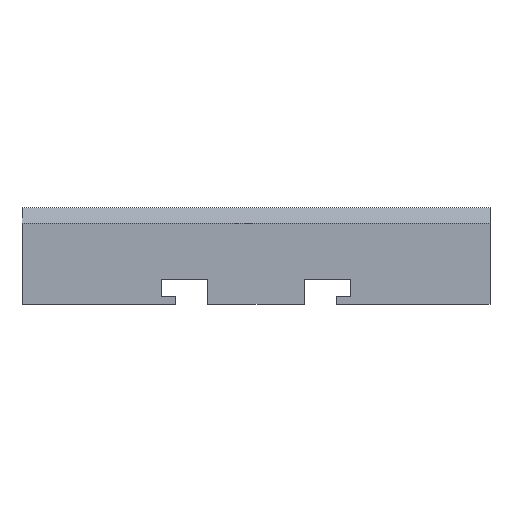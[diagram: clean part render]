
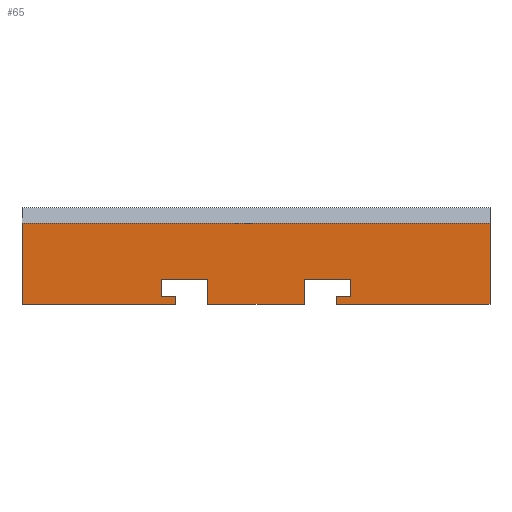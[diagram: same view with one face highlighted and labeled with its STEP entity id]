
A CAD part, top view. The second image highlights one B-rep face of the part: STEP entity #65.
In plain terms, the highlighted planar face has unit normal (0, 0, 1).
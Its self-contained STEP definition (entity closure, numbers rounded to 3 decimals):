
#1 = VECTOR ( 'NONE', #165, 1000. ) ;
#2 = LINE ( 'NONE', #138, #221 ) ;
#3 = VERTEX_POINT ( 'NONE', #199 ) ;
#8 = VECTOR ( 'NONE', #262, 1000. ) ;
#18 = VECTOR ( 'NONE', #48, 1000. ) ;
#19 = VERTEX_POINT ( 'NONE', #139 ) ;
#20 = CARTESIAN_POINT ( 'NONE',  ( -39., 3.3, 3.3 ) ) ;
#23 = LINE ( 'NONE', #400, #8 ) ;
#27 = EDGE_CURVE ( 'NONE', #191, #29, #268, .T. ) ;
#29 = VERTEX_POINT ( 'NONE', #254 ) ;
#31 = CARTESIAN_POINT ( 'NONE',  ( -20., 0., 3.3 ) ) ;
#35 = VECTOR ( 'NONE', #217, 1000. ) ;
#37 = VERTEX_POINT ( 'NONE', #478 ) ;
#46 = DIRECTION ( 'NONE',  ( 0., 1., 0. ) ) ;
#48 = DIRECTION ( 'NONE',  ( 1., 0., 0. ) ) ;
#51 = ORIENTED_EDGE ( 'NONE', *, *, #171, .T. ) ;
#60 = ORIENTED_EDGE ( 'NONE', *, *, #130, .T. ) ;
#61 = CARTESIAN_POINT ( 'NONE',  ( 20., 10.3, 3.3 ) ) ;
#65 = ADVANCED_FACE ( 'NONE', ( #548 ), #299, .F. ) ;
#69 = CARTESIAN_POINT ( 'NONE',  ( 96.5, 33.523, 3.3 ) ) ;
#72 = EDGE_CURVE ( 'NONE', #261, #394, #105, .T. ) ;
#78 = EDGE_CURVE ( 'NONE', #3, #513, #543, .T. ) ;
#80 = LINE ( 'NONE', #399, #593 ) ;
#91 = CARTESIAN_POINT ( 'NONE',  ( 96.5, 40., 3.3 ) ) ;
#92 = ORIENTED_EDGE ( 'NONE', *, *, #27, .T. ) ;
#96 = LINE ( 'NONE', #112, #35 ) ;
#103 = EDGE_CURVE ( 'NONE', #3, #190, #2, .T. ) ;
#105 = LINE ( 'NONE', #61, #312 ) ;
#112 = CARTESIAN_POINT ( 'NONE',  ( 33., 3.3, 3.3 ) ) ;
#115 = VERTEX_POINT ( 'NONE', #20 ) ;
#117 = DIRECTION ( 'NONE',  ( 0., 1., 0. ) ) ;
#118 = EDGE_CURVE ( 'NONE', #115, #37, #259, .T. ) ;
#130 = EDGE_CURVE ( 'NONE', #19, #191, #235, .T. ) ;
#135 = VERTEX_POINT ( 'NONE', #308 ) ;
#137 = EDGE_CURVE ( 'NONE', #29, #190, #547, .T. ) ;
#138 = CARTESIAN_POINT ( 'NONE',  ( -96.5, 33.523, 3.3 ) ) ;
#139 = CARTESIAN_POINT ( 'NONE',  ( 33., 3.3, 3.3 ) ) ;
#140 = EDGE_CURVE ( 'NONE', #37, #340, #324, .T. ) ;
#146 = EDGE_CURVE ( 'NONE', #513, #246, #80, .T. ) ;
#147 = CARTESIAN_POINT ( 'NONE',  ( -20., 0., 3.3 ) ) ;
#150 = CARTESIAN_POINT ( 'NONE',  ( -39., 10.3, 3.3 ) ) ;
#151 = CARTESIAN_POINT ( 'NONE',  ( 39., 3.3, 3.3 ) ) ;
#153 = VECTOR ( 'NONE', #117, 1000. ) ;
#155 = AXIS2_PLACEMENT_3D ( 'NONE', #147, #479, #286 ) ;
#160 = CARTESIAN_POINT ( 'NONE',  ( 39., 10.3, 3.3 ) ) ;
#165 = DIRECTION ( 'NONE',  ( 1., 0., 0. ) ) ;
#166 = EDGE_CURVE ( 'NONE', #394, #531, #275, .T. ) ;
#168 = LINE ( 'NONE', #233, #460 ) ;
#171 = EDGE_CURVE ( 'NONE', #245, #19, #96, .T. ) ;
#182 = EDGE_CURVE ( 'NONE', #135, #115, #23, .T. ) ;
#190 = VERTEX_POINT ( 'NONE', #69 ) ;
#191 = VERTEX_POINT ( 'NONE', #495 ) ;
#197 = CARTESIAN_POINT ( 'NONE',  ( 39., 10.3, 3.3 ) ) ;
#199 = CARTESIAN_POINT ( 'NONE',  ( -96.5, 33.523, 3.3 ) ) ;
#208 = CARTESIAN_POINT ( 'NONE',  ( -33., 0., 3.3 ) ) ;
#216 = ORIENTED_EDGE ( 'NONE', *, *, #72, .T. ) ;
#217 = DIRECTION ( 'NONE',  ( -1., 0., 0. ) ) ;
#221 = VECTOR ( 'NONE', #573, 1000. ) ;
#222 = ORIENTED_EDGE ( 'NONE', *, *, #103, .F. ) ;
#224 = CARTESIAN_POINT ( 'NONE',  ( -20., 0., 3.3 ) ) ;
#233 = CARTESIAN_POINT ( 'NONE',  ( 39., 3.3, 3.3 ) ) ;
#235 = LINE ( 'NONE', #347, #594 ) ;
#239 = ORIENTED_EDGE ( 'NONE', *, *, #274, .T. ) ;
#245 = VERTEX_POINT ( 'NONE', #151 ) ;
#246 = VERTEX_POINT ( 'NONE', #208 ) ;
#250 = EDGE_CURVE ( 'NONE', #340, #260, #505, .T. ) ;
#254 = CARTESIAN_POINT ( 'NONE',  ( 96.5, 0., 3.3 ) ) ;
#259 = LINE ( 'NONE', #150, #339 ) ;
#260 = VERTEX_POINT ( 'NONE', #31 ) ;
#261 = VERTEX_POINT ( 'NONE', #403 ) ;
#262 = DIRECTION ( 'NONE',  ( -1., 0., 0. ) ) ;
#264 = DIRECTION ( 'NONE',  ( 1., 0., 0. ) ) ;
#268 = LINE ( 'NONE', #533, #18 ) ;
#274 = EDGE_CURVE ( 'NONE', #246, #135, #411, .T. ) ;
#275 = LINE ( 'NONE', #160, #419 ) ;
#286 = DIRECTION ( 'NONE',  ( -1., 0., 0. ) ) ;
#295 = CARTESIAN_POINT ( 'NONE',  ( -96.5, 0., 3.3 ) ) ;
#299 = PLANE ( 'NONE',  #155 ) ;
#305 = EDGE_LOOP ( 'NONE', ( #448, #222, #430, #523, #239, #363, #595, #369, #383, #455, #216, #318, #349, #51, #60, #92 ) ) ;
#308 = CARTESIAN_POINT ( 'NONE',  ( -33., 3.3, 3.3 ) ) ;
#312 = VECTOR ( 'NONE', #46, 1000. ) ;
#314 = EDGE_CURVE ( 'NONE', #260, #261, #367, .T. ) ;
#318 = ORIENTED_EDGE ( 'NONE', *, *, #166, .T. ) ;
#322 = DIRECTION ( 'NONE',  ( 0., -1., 0. ) ) ;
#324 = LINE ( 'NONE', #426, #554 ) ;
#330 = VECTOR ( 'NONE', #546, 1000. ) ;
#339 = VECTOR ( 'NONE', #486, 1000. ) ;
#340 = VERTEX_POINT ( 'NONE', #545 ) ;
#347 = CARTESIAN_POINT ( 'NONE',  ( 33., 0., 3.3 ) ) ;
#349 = ORIENTED_EDGE ( 'NONE', *, *, #396, .T. ) ;
#360 = CARTESIAN_POINT ( 'NONE',  ( -33., 3.3, 3.3 ) ) ;
#363 = ORIENTED_EDGE ( 'NONE', *, *, #182, .T. ) ;
#364 = DIRECTION ( 'NONE',  ( 0., -1., 0. ) ) ;
#367 = LINE ( 'NONE', #457, #1 ) ;
#369 = ORIENTED_EDGE ( 'NONE', *, *, #140, .T. ) ;
#383 = ORIENTED_EDGE ( 'NONE', *, *, #250, .T. ) ;
#393 = DIRECTION ( 'NONE',  ( 0., -1., 0. ) ) ;
#394 = VERTEX_POINT ( 'NONE', #555 ) ;
#396 = EDGE_CURVE ( 'NONE', #531, #245, #168, .T. ) ;
#399 = CARTESIAN_POINT ( 'NONE',  ( -33., 0., 3.3 ) ) ;
#400 = CARTESIAN_POINT ( 'NONE',  ( -39., 3.3, 3.3 ) ) ;
#403 = CARTESIAN_POINT ( 'NONE',  ( 20., 0., 3.3 ) ) ;
#411 = LINE ( 'NONE', #360, #330 ) ;
#419 = VECTOR ( 'NONE', #581, 1000. ) ;
#425 = CARTESIAN_POINT ( 'NONE',  ( -96.5, 0., 3.3 ) ) ;
#426 = CARTESIAN_POINT ( 'NONE',  ( -20., 10.3, 3.3 ) ) ;
#430 = ORIENTED_EDGE ( 'NONE', *, *, #78, .T. ) ;
#434 = VECTOR ( 'NONE', #364, 1000. ) ;
#448 = ORIENTED_EDGE ( 'NONE', *, *, #137, .T. ) ;
#455 = ORIENTED_EDGE ( 'NONE', *, *, #314, .T. ) ;
#457 = CARTESIAN_POINT ( 'NONE',  ( 20., 0., 3.3 ) ) ;
#460 = VECTOR ( 'NONE', #322, 1000. ) ;
#478 = CARTESIAN_POINT ( 'NONE',  ( -39., 10.3, 3.3 ) ) ;
#479 = DIRECTION ( 'NONE',  ( 0., 0., -1. ) ) ;
#486 = DIRECTION ( 'NONE',  ( 0., 1., 0. ) ) ;
#489 = DIRECTION ( 'NONE',  ( 1., 0., 0. ) ) ;
#495 = CARTESIAN_POINT ( 'NONE',  ( 33., 0., 3.3 ) ) ;
#505 = LINE ( 'NONE', #224, #434 ) ;
#513 = VERTEX_POINT ( 'NONE', #425 ) ;
#523 = ORIENTED_EDGE ( 'NONE', *, *, #146, .T. ) ;
#531 = VERTEX_POINT ( 'NONE', #197 ) ;
#533 = CARTESIAN_POINT ( 'NONE',  ( 96.5, 0., 3.3 ) ) ;
#534 = DIRECTION ( 'NONE',  ( 0., -1., 0. ) ) ;
#543 = LINE ( 'NONE', #295, #588 ) ;
#545 = CARTESIAN_POINT ( 'NONE',  ( -20., 10.3, 3.3 ) ) ;
#546 = DIRECTION ( 'NONE',  ( 0., 1., 0. ) ) ;
#547 = LINE ( 'NONE', #91, #153 ) ;
#548 = FACE_OUTER_BOUND ( 'NONE', #305, .T. ) ;
#554 = VECTOR ( 'NONE', #489, 1000. ) ;
#555 = CARTESIAN_POINT ( 'NONE',  ( 20., 10.3, 3.3 ) ) ;
#573 = DIRECTION ( 'NONE',  ( 1., 0., 0. ) ) ;
#581 = DIRECTION ( 'NONE',  ( 1., 0., 0. ) ) ;
#588 = VECTOR ( 'NONE', #393, 1000. ) ;
#593 = VECTOR ( 'NONE', #264, 1000. ) ;
#594 = VECTOR ( 'NONE', #534, 1000. ) ;
#595 = ORIENTED_EDGE ( 'NONE', *, *, #118, .T. ) ;
